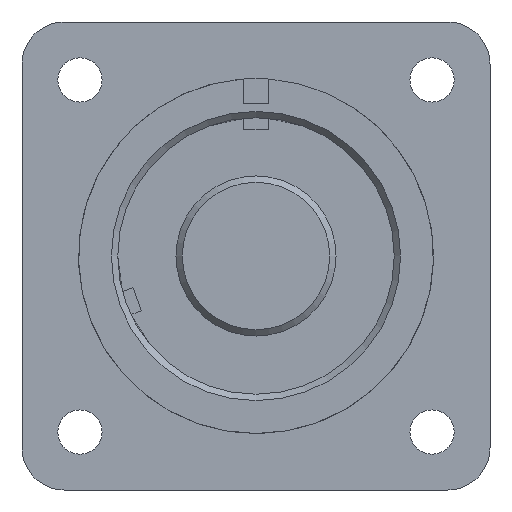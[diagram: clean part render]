
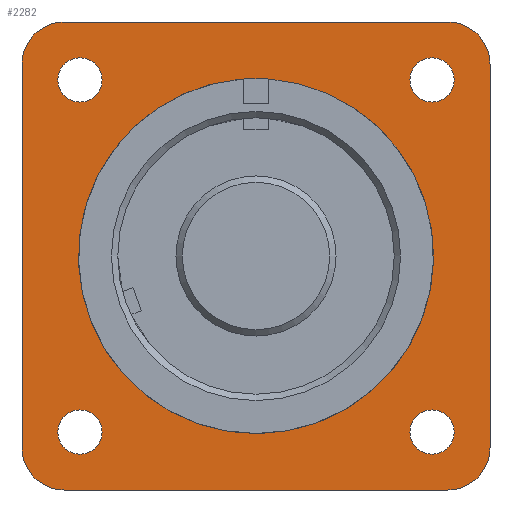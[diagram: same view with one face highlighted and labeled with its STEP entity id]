
A CAD part, front view. The second image highlights one B-rep face of the part: STEP entity #2282.
In plain terms, the highlighted planar face has unit normal (0, -1, 0).
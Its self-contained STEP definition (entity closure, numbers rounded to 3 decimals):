
#35=PLANE('',#2442);
#96=LINE('',#3294,#214);
#100=LINE('',#3302,#218);
#103=LINE('',#3308,#221);
#106=LINE('',#3314,#224);
#214=VECTOR('',#2736,1000.);
#218=VECTOR('',#2742,1000.);
#221=VECTOR('',#2747,1000.);
#224=VECTOR('',#2752,1000.);
#404=ORIENTED_EDGE('',*,*,#775,.T.);
#405=ORIENTED_EDGE('',*,*,#857,.T.);
#406=ORIENTED_EDGE('',*,*,#858,.T.);
#407=ORIENTED_EDGE('',*,*,#859,.T.);
#408=ORIENTED_EDGE('',*,*,#860,.T.);
#409=ORIENTED_EDGE('',*,*,#855,.T.);
#410=ORIENTED_EDGE('',*,*,#861,.T.);
#411=ORIENTED_EDGE('',*,*,#845,.T.);
#412=ORIENTED_EDGE('',*,*,#862,.T.);
#413=ORIENTED_EDGE('',*,*,#849,.T.);
#414=ORIENTED_EDGE('',*,*,#863,.T.);
#415=ORIENTED_EDGE('',*,*,#852,.T.);
#416=ORIENTED_EDGE('',*,*,#864,.T.);
#775=EDGE_CURVE('',#1004,#1004,#1161,.T.);
#845=EDGE_CURVE('',#1073,#1074,#96,.T.);
#849=EDGE_CURVE('',#1076,#1075,#100,.T.);
#852=EDGE_CURVE('',#1078,#1077,#103,.T.);
#855=EDGE_CURVE('',#1080,#1079,#106,.T.);
#857=EDGE_CURVE('',#1081,#1081,#1210,.T.);
#858=EDGE_CURVE('',#1082,#1082,#1211,.T.);
#859=EDGE_CURVE('',#1083,#1083,#1212,.T.);
#860=EDGE_CURVE('',#1084,#1084,#1213,.T.);
#861=EDGE_CURVE('',#1079,#1073,#1214,.T.);
#862=EDGE_CURVE('',#1074,#1076,#1215,.T.);
#863=EDGE_CURVE('',#1075,#1078,#1216,.T.);
#864=EDGE_CURVE('',#1077,#1080,#1217,.T.);
#1004=VERTEX_POINT('',#3153);
#1073=VERTEX_POINT('',#3295);
#1074=VERTEX_POINT('',#3296);
#1075=VERTEX_POINT('',#3301);
#1076=VERTEX_POINT('',#3303);
#1077=VERTEX_POINT('',#3307);
#1078=VERTEX_POINT('',#3309);
#1079=VERTEX_POINT('',#3313);
#1080=VERTEX_POINT('',#3315);
#1081=VERTEX_POINT('',#3319);
#1082=VERTEX_POINT('',#3321);
#1083=VERTEX_POINT('',#3323);
#1084=VERTEX_POINT('',#3325);
#1161=CIRCLE('',#2387,21.4);
#1210=CIRCLE('',#2443,2.667);
#1211=CIRCLE('',#2444,2.667);
#1212=CIRCLE('',#2445,2.667);
#1213=CIRCLE('',#2446,2.667);
#1214=CIRCLE('',#2447,5.08);
#1215=CIRCLE('',#2448,5.08);
#1216=CIRCLE('',#2449,5.08);
#1217=CIRCLE('',#2450,5.08);
#1288=EDGE_LOOP('',(#404));
#1289=EDGE_LOOP('',(#405));
#1290=EDGE_LOOP('',(#406));
#1291=EDGE_LOOP('',(#407));
#1292=EDGE_LOOP('',(#408));
#1293=EDGE_LOOP('',(#409,#410,#411,#412,#413,#414,#415,#416));
#1422=FACE_BOUND('',#1288,.T.);
#1423=FACE_BOUND('',#1289,.T.);
#1424=FACE_BOUND('',#1290,.T.);
#1425=FACE_BOUND('',#1291,.T.);
#1426=FACE_BOUND('',#1292,.T.);
#1427=FACE_BOUND('',#1293,.T.);
#2282=ADVANCED_FACE('',(#1422,#1423,#1424,#1425,#1426,#1427),#35,.T.);
#2387=AXIS2_PLACEMENT_3D('',#3152,#2611,#2612);
#2442=AXIS2_PLACEMENT_3D('',#3317,#2754,#2755);
#2443=AXIS2_PLACEMENT_3D('',#3318,#2756,#2757);
#2444=AXIS2_PLACEMENT_3D('',#3320,#2758,#2759);
#2445=AXIS2_PLACEMENT_3D('',#3322,#2760,#2761);
#2446=AXIS2_PLACEMENT_3D('',#3324,#2762,#2763);
#2447=AXIS2_PLACEMENT_3D('',#3326,#2764,#2765);
#2448=AXIS2_PLACEMENT_3D('',#3327,#2766,#2767);
#2449=AXIS2_PLACEMENT_3D('',#3328,#2768,#2769);
#2450=AXIS2_PLACEMENT_3D('',#3329,#2770,#2771);
#2611=DIRECTION('',(0.,1.,0.));
#2612=DIRECTION('',(1.,0.,0.));
#2736=DIRECTION('',(0.,0.,1.));
#2742=DIRECTION('',(-1.,0.,0.));
#2747=DIRECTION('',(0.,0.,-1.));
#2752=DIRECTION('',(1.,0.,0.));
#2754=DIRECTION('',(0.,-1.,0.));
#2755=DIRECTION('',(0.,0.,-1.));
#2756=DIRECTION('',(0.,1.,0.));
#2757=DIRECTION('',(1.,0.,0.));
#2758=DIRECTION('',(0.,1.,0.));
#2759=DIRECTION('',(1.,0.,0.));
#2760=DIRECTION('',(0.,1.,0.));
#2761=DIRECTION('',(1.,0.,0.));
#2762=DIRECTION('',(0.,1.,0.));
#2763=DIRECTION('',(1.,0.,0.));
#2764=DIRECTION('',(0.,-1.,0.));
#2765=DIRECTION('',(0.,0.,-1.));
#2766=DIRECTION('',(0.,-1.,0.));
#2767=DIRECTION('',(0.,0.,-1.));
#2768=DIRECTION('',(0.,-1.,0.));
#2769=DIRECTION('',(0.,0.,-1.));
#2770=DIRECTION('',(0.,-1.,0.));
#2771=DIRECTION('',(0.,0.,-1.));
#3152=CARTESIAN_POINT('',(0.,-12.954,0.));
#3153=CARTESIAN_POINT('',(21.4,-12.954,0.));
#3294=CARTESIAN_POINT('',(28.219,-12.954,-28.219));
#3295=CARTESIAN_POINT('',(28.219,-12.954,-23.139));
#3296=CARTESIAN_POINT('',(28.219,-12.954,23.139));
#3301=CARTESIAN_POINT('',(-23.139,-12.954,28.219));
#3302=CARTESIAN_POINT('',(28.219,-12.954,28.219));
#3303=CARTESIAN_POINT('',(23.139,-12.954,28.219));
#3307=CARTESIAN_POINT('',(-28.219,-12.954,-23.139));
#3308=CARTESIAN_POINT('',(-28.219,-12.954,28.219));
#3309=CARTESIAN_POINT('',(-28.219,-12.954,23.139));
#3313=CARTESIAN_POINT('',(23.139,-12.954,-28.219));
#3314=CARTESIAN_POINT('',(-28.219,-12.954,-28.219));
#3315=CARTESIAN_POINT('',(-23.139,-12.954,-28.219));
#3317=CARTESIAN_POINT('',(0.,-12.954,0.));
#3318=CARTESIAN_POINT('',(-21.234,-12.954,-21.234));
#3319=CARTESIAN_POINT('',(-18.567,-12.954,-21.234));
#3320=CARTESIAN_POINT('',(21.234,-12.954,-21.234));
#3321=CARTESIAN_POINT('',(23.901,-12.954,-21.234));
#3322=CARTESIAN_POINT('',(21.234,-12.954,21.234));
#3323=CARTESIAN_POINT('',(23.901,-12.954,21.234));
#3324=CARTESIAN_POINT('',(-21.234,-12.954,21.234));
#3325=CARTESIAN_POINT('',(-18.567,-12.954,21.234));
#3326=CARTESIAN_POINT('',(23.139,-12.954,-23.139));
#3327=CARTESIAN_POINT('',(23.139,-12.954,23.139));
#3328=CARTESIAN_POINT('',(-23.139,-12.954,23.139));
#3329=CARTESIAN_POINT('',(-23.139,-12.954,-23.139));
